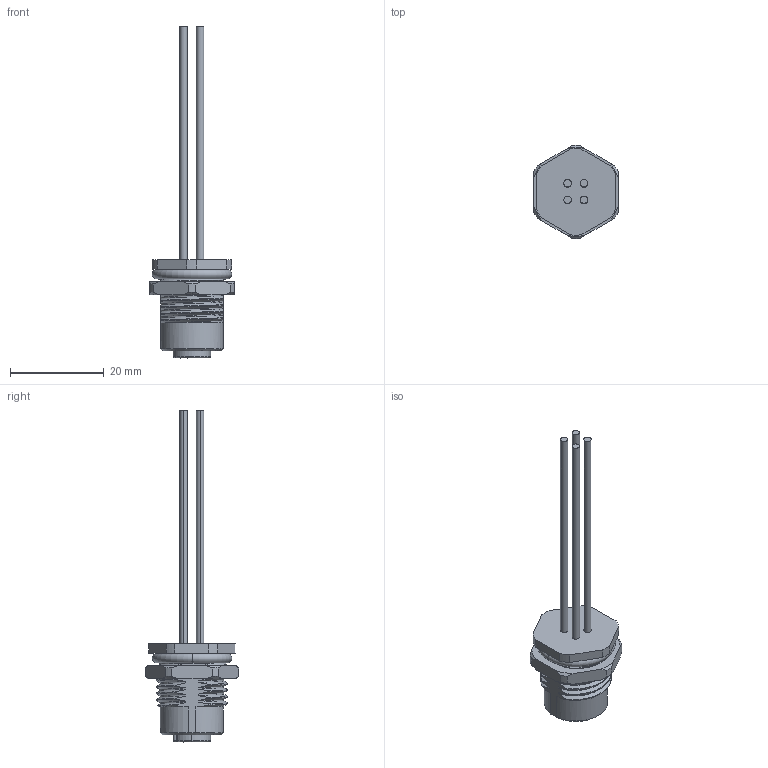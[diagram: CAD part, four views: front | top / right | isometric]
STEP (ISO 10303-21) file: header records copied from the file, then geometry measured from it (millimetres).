
FILE_DESCRIPTION (( 'STEP AP203' ), '1' );
FILE_NAME ('FCF2M12-SB04SSD0002-00.STEP', '2024-08-11T13:09:47', ( '°ü' ), ( '' ), 'SwSTEP 2.0', 'SolidWorks 2023', '' );
FILE_SCHEMA (( 'CONFIG_CONTROL_DESIGN' ));
Length unit declared in the file: millimetre
Products named in the file (1): FCF2M12-SB04SSD0002-00
Bounding box: 18 x 20 x 71 mm (x, y, z)
Volume: 3602.4 mm3; surface area: 4543.7 mm2
Topology: 2 solids, 3 shells, 319 faces, 913 edges, 600 vertices
Faces by surface type: cylinder 107, plane 93, cone 57, bspline 49, torus 11, sphere 2
Entity records: 31504 total; most frequent: CARTESIAN_POINT 24175, ORIENTED_EDGE 1806, DIRECTION 1083, EDGE_CURVE 903, VERTEX_POINT 600, B_SPLINE_CURVE_WITH_KNOTS 444, AXIS2_PLACEMENT_3D 383, EDGE_LOOP 345
